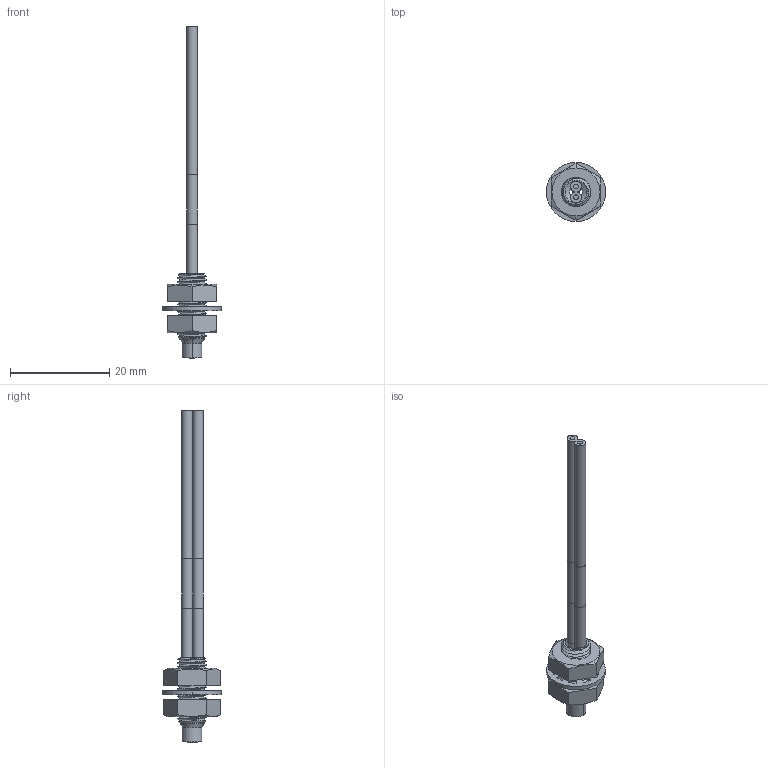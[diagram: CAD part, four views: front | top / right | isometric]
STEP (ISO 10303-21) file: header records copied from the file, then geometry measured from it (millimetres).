
FILE_DESCRIPTION((''),'2;1');
FILE_NAME('161864_ASM','2016-05-20T',('PDMAdmin'),(''),'PRO/ENGINEER BY PARAMETRIC TECHNOLOGY CORPORATION, 2016010','PRO/ENGINEER BY PARAMETRIC TECHNOLOGY CORPORATION, 2016010','');
FILE_SCHEMA(('CONFIG_CONTROL_DESIGN'));
Length unit declared in the file: inch
Products named in the file (8): 13463; 10147; FIBER_CORE_1MM; 10147_BARE_CORE67; 10147_ASM; 08395; 08398_M6X0_75_HEX_JAM_NUT_SS_; 161864_ASM
Assembly tree (10 placements, depth 3):
  161864_ASM
    13463
    10147_ASM
      10147
      FIBER_CORE_1MM  x2
      10147_BARE_CORE67  x2
    08395
    08398_M6X0_75_HEX_JAM_NUT_SS_  x2
Bounding box: 11.92 x 11.92 x 67.02 mm (x, y, z)
Volume: 1030.4 mm3; surface area: 2985.8 mm2
Topology: 9 solids, 9 shells, 248 faces, 604 edges, 374 vertices
Faces by surface type: cylinder 114, cone 62, plane 50, bspline 14, torus 8
Entity records: 10911 total; most frequent: CARTESIAN_POINT 6009, ORIENTED_EDGE 1000, DIRECTION 998, EDGE_CURVE 500, AXIS2_PLACEMENT_3D 390, VERTEX_POINT 316, VECTOR 218, LINE 218
